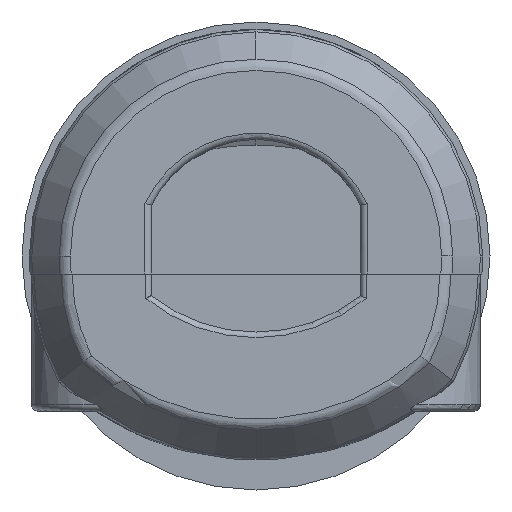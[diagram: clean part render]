
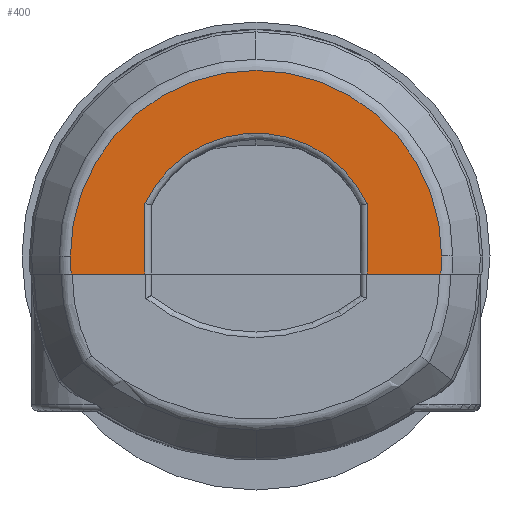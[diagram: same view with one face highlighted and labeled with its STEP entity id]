
A CAD part, left-side view. The second image highlights one B-rep face of the part: STEP entity #400.
In plain terms, the highlighted planar face has unit normal (-1, 0, 0).
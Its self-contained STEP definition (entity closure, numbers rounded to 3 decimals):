
#400 = ADVANCED_FACE ( 'NONE', ( #20442 ), #19009, .T. ) ;
#755 = DIRECTION ( 'NONE',  ( 0., 1., 0. ) ) ;
#1142 = CARTESIAN_POINT ( 'NONE',  ( -38.932, 0., 0. ) ) ;
#1210 = ORIENTED_EDGE ( 'NONE', *, *, #7670, .T. ) ;
#1225 = DIRECTION ( 'NONE',  ( 0., 1., 0. ) ) ;
#2393 = DIRECTION ( 'NONE',  ( -1., 0., 0. ) ) ;
#2501 = CIRCLE ( 'NONE', #18182, 10.735 ) ;
#2774 = EDGE_CURVE ( 'NONE', #12267, #3740, #19498, .T. ) ;
#3132 = EDGE_CURVE ( 'NONE', #12267, #21487, #2501, .T. ) ;
#3230 = EDGE_CURVE ( 'NONE', #21487, #19528, #9497, .T. ) ;
#3459 = AXIS2_PLACEMENT_3D ( 'NONE', #12333, #19111, #755 ) ;
#3740 = VERTEX_POINT ( 'NONE', #19046 ) ;
#3845 = EDGE_CURVE ( 'NONE', #9767, #5858, #4811, .T. ) ;
#4129 = CARTESIAN_POINT ( 'NONE',  ( -38.932, 0., 0. ) ) ;
#4287 = EDGE_LOOP ( 'NONE', ( #1210, #13546, #19403, #16872, #11307, #17399, #5296, #14466 ) ) ;
#4475 = CARTESIAN_POINT ( 'NONE',  ( -38.932, 0., -1.041 ) ) ;
#4811 = LINE ( 'NONE', #4475, #18404 ) ;
#5296 = ORIENTED_EDGE ( 'NONE', *, *, #13284, .T. ) ;
#5858 = VERTEX_POINT ( 'NONE', #11318 ) ;
#5937 = DIRECTION ( 'NONE',  ( 0., 1., 0. ) ) ;
#7061 = CARTESIAN_POINT ( 'NONE',  ( -38.932, 10.735, 0. ) ) ;
#7079 = CARTESIAN_POINT ( 'NONE',  ( -38.932, -12.332, 11.235 ) ) ;
#7670 = EDGE_CURVE ( 'NONE', #9767, #11378, #11696, .T. ) ;
#7672 = DIRECTION ( 'NONE',  ( 1., 0., 0. ) ) ;
#7810 = CARTESIAN_POINT ( 'NONE',  ( -38.932, 0., -1.041 ) ) ;
#8861 = DIRECTION ( 'NONE',  ( -1., 0., 0. ) ) ;
#9087 = DIRECTION ( 'NONE',  ( 0., 1., 0. ) ) ;
#9497 = CIRCLE ( 'NONE', #19927, 10.735 ) ;
#9767 = VERTEX_POINT ( 'NONE', #10080 ) ;
#10080 = CARTESIAN_POINT ( 'NONE',  ( -38.932, 6.427, -1.041 ) ) ;
#10187 = CARTESIAN_POINT ( 'NONE',  ( -38.932, 6.427, -1.041 ) ) ;
#11307 = ORIENTED_EDGE ( 'NONE', *, *, #3132, .T. ) ;
#11318 = CARTESIAN_POINT ( 'NONE',  ( -38.932, 10.685, -1.041 ) ) ;
#11378 = VERTEX_POINT ( 'NONE', #12611 ) ;
#11482 = CIRCLE ( 'NONE', #3459, 10.735 ) ;
#11522 = CARTESIAN_POINT ( 'NONE',  ( -38.932, -6.427, 3.029 ) ) ;
#11696 = LINE ( 'NONE', #10187, #13606 ) ;
#12008 = DIRECTION ( 'NONE',  ( 0., 0., 1. ) ) ;
#12267 = VERTEX_POINT ( 'NONE', #17996 ) ;
#12333 = CARTESIAN_POINT ( 'NONE',  ( -38.932, 0., 0. ) ) ;
#12611 = CARTESIAN_POINT ( 'NONE',  ( -38.932, 6.427, 3.029 ) ) ;
#12623 = VERTEX_POINT ( 'NONE', #11522 ) ;
#13284 = EDGE_CURVE ( 'NONE', #19528, #5858, #11482, .T. ) ;
#13546 = ORIENTED_EDGE ( 'NONE', *, *, #14773, .T. ) ;
#13606 = VECTOR ( 'NONE', #18366, 1000. ) ;
#14457 = DIRECTION ( 'NONE',  ( 0., -1., 0. ) ) ;
#14466 = ORIENTED_EDGE ( 'NONE', *, *, #3845, .F. ) ;
#14591 = CARTESIAN_POINT ( 'NONE',  ( -38.932, -10.735, 0. ) ) ;
#14773 = EDGE_CURVE ( 'NONE', #11378, #12623, #19085, .T. ) ;
#14878 = AXIS2_PLACEMENT_3D ( 'NONE', #1142, #7672, #14457 ) ;
#16139 = VECTOR ( 'NONE', #16802, 1000. ) ;
#16802 = DIRECTION ( 'NONE',  ( 0., 0., -1. ) ) ;
#16872 = ORIENTED_EDGE ( 'NONE', *, *, #2774, .F. ) ;
#17399 = ORIENTED_EDGE ( 'NONE', *, *, #3230, .T. ) ;
#17996 = CARTESIAN_POINT ( 'NONE',  ( -38.932, -10.685, -1.041 ) ) ;
#18182 = AXIS2_PLACEMENT_3D ( 'NONE', #4129, #20447, #20769 ) ;
#18366 = DIRECTION ( 'NONE',  ( 0., 0., 1. ) ) ;
#18404 = VECTOR ( 'NONE', #1225, 1000. ) ;
#19009 = PLANE ( 'NONE',  #21630 ) ;
#19016 = CARTESIAN_POINT ( 'NONE',  ( -38.932, 0., 0. ) ) ;
#19046 = CARTESIAN_POINT ( 'NONE',  ( -38.932, -6.427, -1.041 ) ) ;
#19085 = CIRCLE ( 'NONE', #14878, 7.105 ) ;
#19111 = DIRECTION ( 'NONE',  ( -1., 0., 0. ) ) ;
#19403 = ORIENTED_EDGE ( 'NONE', *, *, #19638, .T. ) ;
#19498 = LINE ( 'NONE', #7810, #20394 ) ;
#19528 = VERTEX_POINT ( 'NONE', #7061 ) ;
#19638 = EDGE_CURVE ( 'NONE', #12623, #3740, #20084, .T. ) ;
#19927 = AXIS2_PLACEMENT_3D ( 'NONE', #19016, #2393, #9087 ) ;
#20084 = LINE ( 'NONE', #20309, #16139 ) ;
#20309 = CARTESIAN_POINT ( 'NONE',  ( -38.932, -6.427, 3.054 ) ) ;
#20394 = VECTOR ( 'NONE', #5937, 1000. ) ;
#20442 = FACE_OUTER_BOUND ( 'NONE', #4287, .T. ) ;
#20447 = DIRECTION ( 'NONE',  ( -1., 0., 0. ) ) ;
#20769 = DIRECTION ( 'NONE',  ( 0., 1., 0. ) ) ;
#21487 = VERTEX_POINT ( 'NONE', #14591 ) ;
#21630 = AXIS2_PLACEMENT_3D ( 'NONE', #7079, #8861, #12008 ) ;
